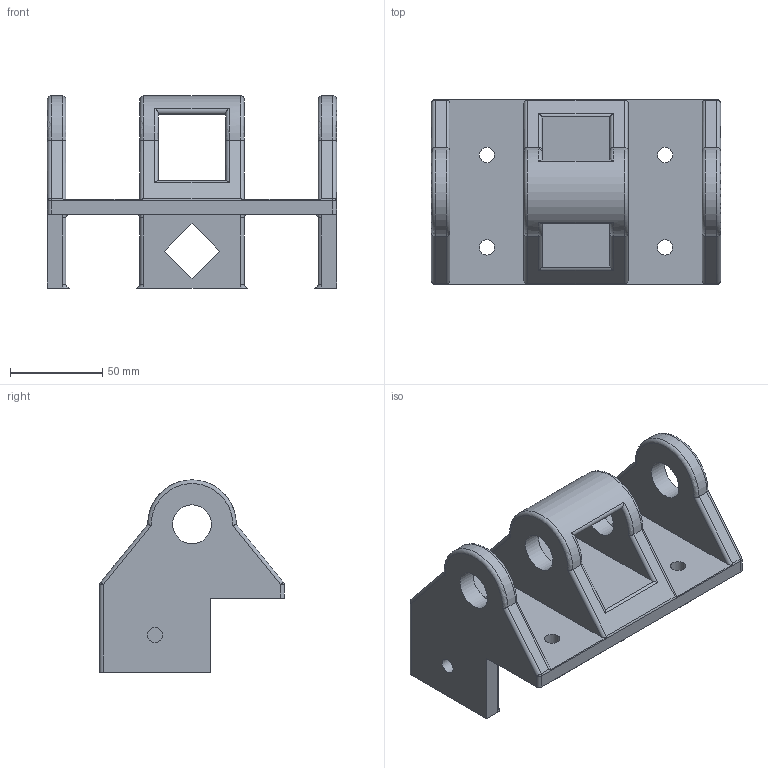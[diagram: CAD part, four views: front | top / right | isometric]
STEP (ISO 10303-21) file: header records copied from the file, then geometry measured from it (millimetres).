
FILE_DESCRIPTION(/* description */ (''),/* implementation_level */ '2;1');
FILE_NAME(/* name */ '4040_2to2_BaseHinge.step',/* time_stamp */ '2026-02-01T10:31:09-06:00',/* author */ (''),/* organization */ (''),/* preprocessor_version */ 'ST-DEVELOPER v20.1',/* originating_system */ 'Autodesk Translation Framework v14.24.0.0',/* authorisation */ '');
FILE_SCHEMA (('AUTOMOTIVE_DESIGN { 1 0 10303 214 3 1 1 }'));
Length unit declared in the file: millimetre
Products named in the file (2): 4040_2to2_BaseHinge; 2to2_BaseHinge
Assembly tree (1 placements, depth 2):
  4040_2to2_BaseHinge
    2to2_BaseHinge
Bounding box: 156.5 x 100 x 104 mm (x, y, z)
Volume: 438230.6 mm3; surface area: 89036.7 mm2
Topology: 1 solids, 1 shells, 122 faces, 318 edges, 196 vertices
Faces by surface type: cylinder 57, plane 35, torus 26, sphere 4
Full cylindrical faces by diameter (mm): 8.25 x6, 21 x4
Entity records: 4145 total; most frequent: CARTESIAN_POINT 1013, DIRECTION 672, ORIENTED_EDGE 636, EDGE_CURVE 318, AXIS2_PLACEMENT_3D 261, VERTEX_POINT 196, LINE 150, VECTOR 150
